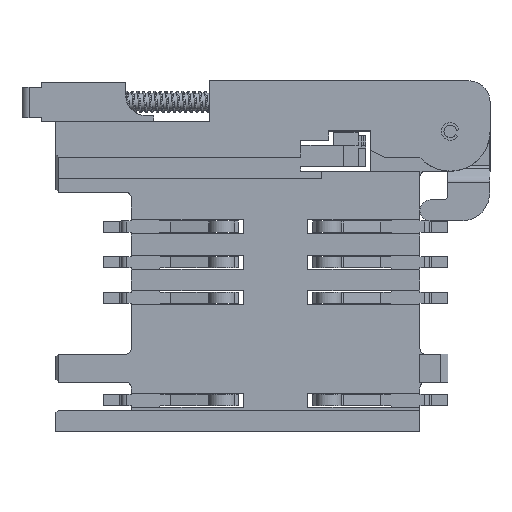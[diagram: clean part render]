
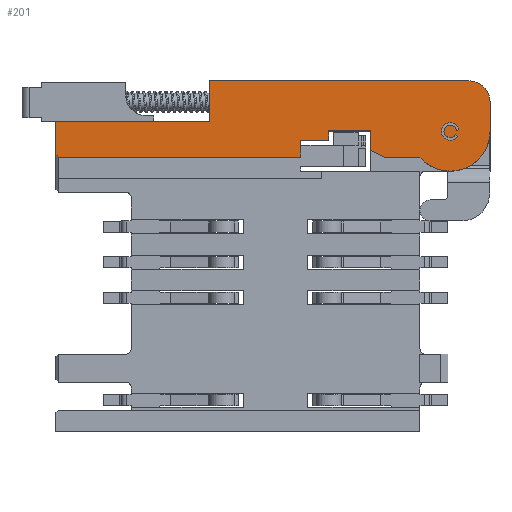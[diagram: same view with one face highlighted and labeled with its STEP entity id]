
A CAD part, top view. The second image highlights one B-rep face of the part: STEP entity #201.
In plain terms, the highlighted planar face has unit normal (0, 0, 1).
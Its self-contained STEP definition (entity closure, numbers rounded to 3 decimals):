
#201=ADVANCED_FACE('',(#965,#966),#967,.T.);
#965=FACE_OUTER_BOUND('',#2249,.T.);
#966=FACE_BOUND('',#2250,.T.);
#967=PLANE('',#2251);
#2249=EDGE_LOOP('',(#7293,#7294,#7295,#7296,#7297,#7298,#7299,#7300,#7301,#7302,#7303,#7304,#7305,#7306,#7307,#7308));
#2250=EDGE_LOOP('',(#7309,#7310,#7311,#7312,#7313,#7314));
#2251=AXIS2_PLACEMENT_3D('',#7315,#7316,#7317);
#7293=ORIENTED_EDGE('',*,*,#12273,.F.);
#7294=ORIENTED_EDGE('',*,*,#12278,.T.);
#7295=ORIENTED_EDGE('',*,*,#12279,.F.);
#7296=ORIENTED_EDGE('',*,*,#11629,.T.);
#7297=ORIENTED_EDGE('',*,*,#12280,.T.);
#7298=ORIENTED_EDGE('',*,*,#12281,.T.);
#7299=ORIENTED_EDGE('',*,*,#12282,.T.);
#7300=ORIENTED_EDGE('',*,*,#12283,.F.);
#7301=ORIENTED_EDGE('',*,*,#12284,.F.);
#7302=ORIENTED_EDGE('',*,*,#12285,.F.);
#7303=ORIENTED_EDGE('',*,*,#12286,.F.);
#7304=ORIENTED_EDGE('',*,*,#12287,.F.);
#7305=ORIENTED_EDGE('',*,*,#12288,.T.);
#7306=ORIENTED_EDGE('',*,*,#12289,.F.);
#7307=ORIENTED_EDGE('',*,*,#12290,.T.);
#7308=ORIENTED_EDGE('',*,*,#12277,.T.);
#7309=ORIENTED_EDGE('',*,*,#11596,.T.);
#7310=ORIENTED_EDGE('',*,*,#12291,.T.);
#7311=ORIENTED_EDGE('',*,*,#12292,.F.);
#7312=ORIENTED_EDGE('',*,*,#12293,.F.);
#7313=ORIENTED_EDGE('',*,*,#11594,.F.);
#7314=ORIENTED_EDGE('',*,*,#12294,.F.);
#7315=CARTESIAN_POINT('',(-15.5,12.5,3.0));
#7316=DIRECTION('',(0.0,0.0,1.0));
#7317=DIRECTION('',(1.0,-0.0,0.0));
#11594=EDGE_CURVE('',#13433,#13429,#13435,.T.);
#11596=EDGE_CURVE('',#13439,#13436,#13440,.T.);
#11629=EDGE_CURVE('',#13505,#13503,#13506,.T.);
#12273=EDGE_CURVE('',#14651,#14653,#14654,.T.);
#12277=EDGE_CURVE('',#14657,#14653,#14660,.T.);
#12278=EDGE_CURVE('',#14651,#14661,#14662,.T.);
#12279=EDGE_CURVE('',#13505,#14661,#14663,.T.);
#12280=EDGE_CURVE('',#13503,#14664,#14665,.T.);
#12281=EDGE_CURVE('',#14664,#14666,#14667,.T.);
#12282=EDGE_CURVE('',#14666,#14668,#14669,.T.);
#12283=EDGE_CURVE('',#14670,#14668,#14671,.T.);
#12284=EDGE_CURVE('',#14672,#14670,#14673,.T.);
#12285=EDGE_CURVE('',#14674,#14672,#14675,.T.);
#12286=EDGE_CURVE('',#14676,#14674,#14677,.T.);
#12287=EDGE_CURVE('',#14678,#14676,#14679,.T.);
#12288=EDGE_CURVE('',#14678,#14680,#14681,.T.);
#12289=EDGE_CURVE('',#14682,#14680,#14683,.T.);
#12290=EDGE_CURVE('',#14682,#14657,#14684,.T.);
#12291=EDGE_CURVE('',#13436,#14685,#14686,.T.);
#12292=EDGE_CURVE('',#14687,#14685,#14688,.T.);
#12293=EDGE_CURVE('',#13429,#14687,#14689,.T.);
#12294=EDGE_CURVE('',#13439,#13433,#14690,.T.);
#13429=VERTEX_POINT('',#16359);
#13433=VERTEX_POINT('',#16364);
#13435=CIRCLE('',#16367,0.625);
#13436=VERTEX_POINT('',#16368);
#13439=VERTEX_POINT('',#16372);
#13440=CIRCLE('',#16373,0.449);
#13503=VERTEX_POINT('',#16489);
#13505=VERTEX_POINT('',#16492);
#13506=LINE('',#16493,#16494);
#14651=VERTEX_POINT('',#18222);
#14653=VERTEX_POINT('',#18225);
#14654=LINE('',#18226,#18227);
#14657=VERTEX_POINT('',#18231);
#14660=CIRCLE('',#18235,1.5);
#14661=VERTEX_POINT('',#18236);
#14662=LINE('',#18237,#18238);
#14663=LINE('',#18239,#18240);
#14664=VERTEX_POINT('',#18241);
#14665=LINE('',#18242,#18243);
#14666=VERTEX_POINT('',#18244);
#14667=LINE('',#18245,#18246);
#14668=VERTEX_POINT('',#18247);
#14669=LINE('',#18248,#18249);
#14670=VERTEX_POINT('',#18250);
#14671=LINE('',#18251,#18252);
#14672=VERTEX_POINT('',#18253);
#14673=LINE('',#18254,#18255);
#14674=VERTEX_POINT('',#18256);
#14675=LINE('',#18257,#18258);
#14676=VERTEX_POINT('',#18259);
#14677=LINE('',#18260,#18261);
#14678=VERTEX_POINT('',#18262);
#14679=LINE('',#18263,#18264);
#14680=VERTEX_POINT('',#18265);
#14681=LINE('',#18266,#18267);
#14682=VERTEX_POINT('',#18268);
#14683=CIRCLE('',#18269,2.838);
#14684=LINE('',#18270,#18271);
#14685=VERTEX_POINT('',#18272);
#14686=CIRCLE('',#18273,0.449);
#14687=VERTEX_POINT('',#18274);
#14688=LINE('',#18275,#18276);
#14689=CIRCLE('',#18277,0.625);
#14690=LINE('',#18278,#18279);
#16359=CARTESIAN_POINT('',(12.037,8.888,3.0));
#16364=CARTESIAN_POINT('',(13.273,9.021,3.0));
#16367=AXIS2_PLACEMENT_3D('',#22488,#22489,#22490);
#16368=CARTESIAN_POINT('',(12.214,8.888,3.0));
#16372=CARTESIAN_POINT('',(13.107,8.946,3.0));
#16373=AXIS2_PLACEMENT_3D('',#22492,#22493,#22494);
#16489=CARTESIAN_POINT('',(-15.5,7.25,3.0));
#16492=CARTESIAN_POINT('',(-15.5,9.6,3.0));
#16493=CARTESIAN_POINT('',(-15.5,9.6,3.0));
#16494=VECTOR('',#22537,2.35);
#18222=CARTESIAN_POINT('',(-4.5,12.5,3.0));
#18225=CARTESIAN_POINT('',(14.0,12.5,3.0));
#18226=CARTESIAN_POINT('',(-4.5,12.5,3.0));
#18227=VECTOR('',#23299,18.5);
#18231=CARTESIAN_POINT('',(15.5,11.0,3.0));
#18235=AXIS2_PLACEMENT_3D('',#23305,#23306,#23307);
#18236=CARTESIAN_POINT('',(-4.5,9.6,3.0));
#18237=CARTESIAN_POINT('',(-4.5,12.5,3.0));
#18238=VECTOR('',#23308,2.9);
#18239=CARTESIAN_POINT('',(-15.5,9.6,3.0));
#18240=VECTOR('',#23309,11.0);
#18241=CARTESIAN_POINT('',(-15.3,7.05,3.0));
#18242=CARTESIAN_POINT('',(-15.5,7.25,3.0));
#18243=VECTOR('',#23310,0.283);
#18244=CARTESIAN_POINT('',(2.0,7.05,3.0));
#18245=CARTESIAN_POINT('',(-15.3,7.05,3.0));
#18246=VECTOR('',#23311,17.3);
#18247=CARTESIAN_POINT('',(2.0,8.25,3.0));
#18248=CARTESIAN_POINT('',(2.0,7.05,3.0));
#18249=VECTOR('',#23312,1.2);
#18250=CARTESIAN_POINT('',(4.0,8.25,3.0));
#18251=CARTESIAN_POINT('',(4.0,8.25,3.0));
#18252=VECTOR('',#23313,2.0);
#18253=CARTESIAN_POINT('',(4.0,8.95,3.0));
#18254=CARTESIAN_POINT('',(4.0,8.95,3.0));
#18255=VECTOR('',#23314,0.7);
#18256=CARTESIAN_POINT('',(7.0,8.95,3.0));
#18257=CARTESIAN_POINT('',(7.0,8.95,3.0));
#18258=VECTOR('',#23315,3.0);
#18259=CARTESIAN_POINT('',(7.0,7.55,3.0));
#18260=CARTESIAN_POINT('',(7.0,7.55,3.0));
#18261=VECTOR('',#23316,1.4);
#18262=CARTESIAN_POINT('',(8.0,7.05,3.0));
#18263=CARTESIAN_POINT('',(8.0,7.05,3.0));
#18264=VECTOR('',#23317,1.118);
#18265=CARTESIAN_POINT('',(10.5,7.05,3.0));
#18266=CARTESIAN_POINT('',(8.0,7.05,3.0));
#18267=VECTOR('',#23318,2.5);
#18268=CARTESIAN_POINT('',(15.5,8.888,3.0));
#18269=AXIS2_PLACEMENT_3D('',#23319,#23320,#23321);
#18270=CARTESIAN_POINT('',(15.5,8.888,3.0));
#18271=VECTOR('',#23322,2.112);
#18272=CARTESIAN_POINT('',(13.043,8.651,3.0));
#18273=AXIS2_PLACEMENT_3D('',#23323,#23324,#23325);
#18274=CARTESIAN_POINT('',(13.193,8.557,3.0));
#18275=CARTESIAN_POINT('',(13.193,8.557,3.0));
#18276=VECTOR('',#23326,0.176);
#18277=AXIS2_PLACEMENT_3D('',#23327,#23328,#23329);
#18278=CARTESIAN_POINT('',(13.107,8.946,3.0));
#18279=VECTOR('',#23330,0.182);
#22488=CARTESIAN_POINT('',(12.662,8.888,3.0));
#22489=DIRECTION('',(0.0,-0.0,1.0));
#22490=DIRECTION('',(0.977,0.214,0.0));
#22492=CARTESIAN_POINT('',(12.662,8.888,3.0));
#22493=DIRECTION('',(0.0,-0.0,1.0));
#22494=DIRECTION('',(0.991,0.131,0.0));
#22537=DIRECTION('',(0.0,-1.0,0.0));
#23299=DIRECTION('',(1.0,0.0,0.0));
#23305=CARTESIAN_POINT('',(14.0,11.0,3.0));
#23306=DIRECTION('',(0.0,0.0,1.0));
#23307=DIRECTION('',(1.0,0.0,0.0));
#23308=DIRECTION('',(0.0,-1.0,0.0));
#23309=DIRECTION('',(1.0,0.0,0.0));
#23310=DIRECTION('',(0.707,-0.707,0.0));
#23311=DIRECTION('',(1.0,0.0,0.0));
#23312=DIRECTION('',(0.0,1.0,0.0));
#23313=DIRECTION('',(-1.0,0.0,0.0));
#23314=DIRECTION('',(0.0,-1.0,0.0));
#23315=DIRECTION('',(-1.0,0.0,0.0));
#23316=DIRECTION('',(0.0,1.0,0.0));
#23317=DIRECTION('',(-0.894,0.447,0.0));
#23318=DIRECTION('',(1.0,0.0,0.0));
#23319=CARTESIAN_POINT('',(12.662,8.888,3.0));
#23320=DIRECTION('',(0.0,0.0,-1.0));
#23321=DIRECTION('',(1.0,0.0,0.0));
#23322=DIRECTION('',(0.0,1.0,0.0));
#23323=CARTESIAN_POINT('',(12.662,8.888,3.0));
#23324=DIRECTION('',(0.0,-0.0,1.0));
#23325=DIRECTION('',(0.991,0.131,0.0));
#23326=DIRECTION('',(-0.849,0.529,0.0));
#23327=CARTESIAN_POINT('',(12.662,8.888,3.0));
#23328=DIRECTION('',(0.0,-0.0,1.0));
#23329=DIRECTION('',(0.977,0.214,0.0));
#23330=DIRECTION('',(0.911,0.411,0.0));
